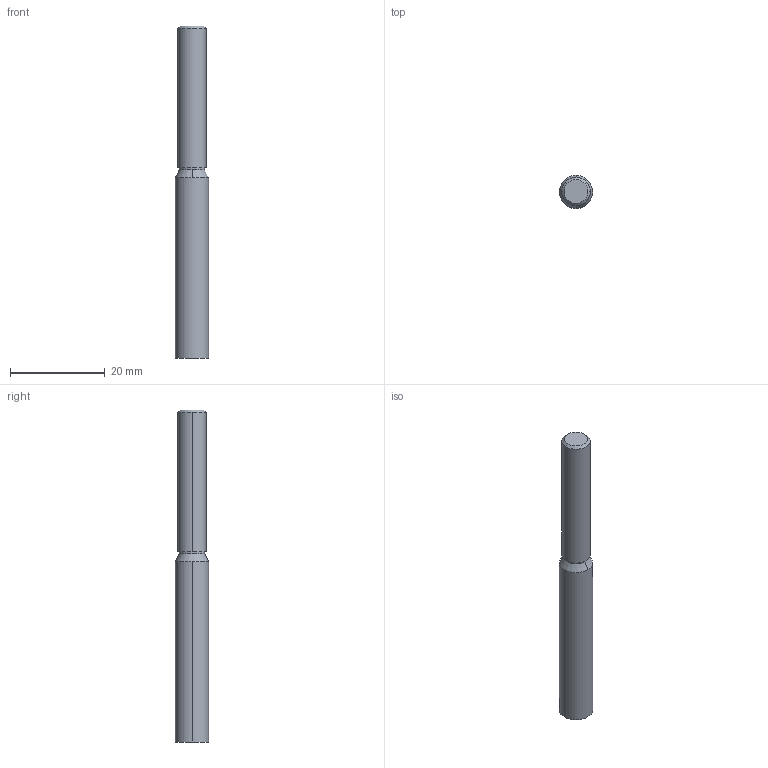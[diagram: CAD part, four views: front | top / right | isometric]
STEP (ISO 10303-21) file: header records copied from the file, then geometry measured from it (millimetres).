
FILE_DESCRIPTION (( 'STEP AP203' ), '1' );
FILE_NAME ('101000404-GR.STEP', '2018-03-13T15:52:56', ( '' ), ( '' ), 'SwSTEP 2.0', 'SolidWorks 2015', '' );
FILE_SCHEMA (( 'CONFIG_CONTROL_DESIGN' ));
Length unit declared in the file: millimetre
Products named in the file (1): 101000404-GR
Bounding box: 7 x 7 x 70 mm (x, y, z)
Volume: 1848.8 mm3; surface area: 1986 mm2
Topology: 1 solids, 1 shells, 268 faces, 694 edges, 459 vertices
Faces by surface type: plane 114, bspline 107, cylinder 39, cone 8
Entity records: 12978 total; most frequent: CARTESIAN_POINT 7034, ORIENTED_EDGE 1384, DIRECTION 902, EDGE_CURVE 692, VERTEX_POINT 459, LINE 334, VECTOR 334, EDGE_LOOP 301
